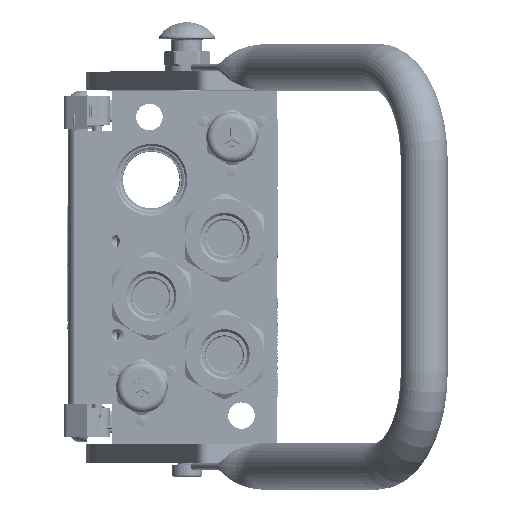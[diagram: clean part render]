
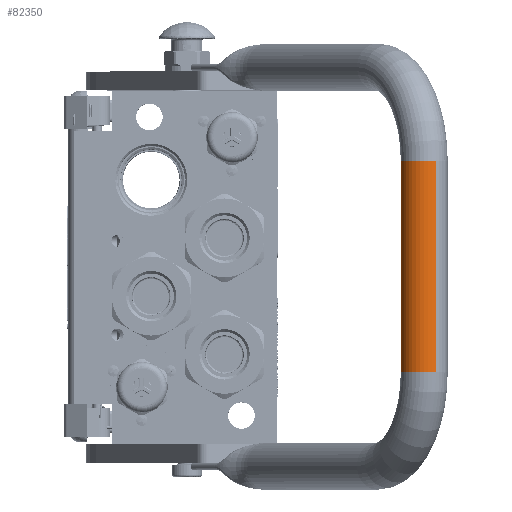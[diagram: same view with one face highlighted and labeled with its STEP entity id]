
A CAD part, top view. The second image highlights one B-rep face of the part: STEP entity #82350.
In plain terms, the highlighted cylindrical face has radius 12.5 mm (diameter 25 mm), a partial arc.
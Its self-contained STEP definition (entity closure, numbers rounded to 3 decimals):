
#6392 = ORIENTED_EDGE ( 'NONE', *, *, #142664, .F. ) ;
#11470 = AXIS2_PLACEMENT_3D ( 'NONE', #70348, #85063, #129342 ) ;
#11695 = AXIS2_PLACEMENT_3D ( 'NONE', #109486, #152385, #21535 ) ;
#15583 = CARTESIAN_POINT ( 'NONE',  ( -56.25, 0., 167.5 ) ) ;
#21535 = DIRECTION ( 'NONE',  ( 0., 0., -1. ) ) ;
#23087 = EDGE_LOOP ( 'NONE', ( #53721, #49856, #6392, #186622 ) ) ;
#32879 = LINE ( 'NONE', #52427, #76562 ) ;
#34339 = CARTESIAN_POINT ( 'NONE',  ( 56.25, 0., 155. ) ) ;
#40814 = AXIS2_PLACEMENT_3D ( 'NONE', #15583, #101045, #176556 ) ;
#46555 = CARTESIAN_POINT ( 'NONE',  ( -56.25, 0., 180. ) ) ;
#49856 = ORIENTED_EDGE ( 'NONE', *, *, #75713, .F. ) ;
#51065 = CYLINDRICAL_SURFACE ( 'NONE', #11695, 12.5 ) ;
#52427 = CARTESIAN_POINT ( 'NONE',  ( -56.25, 0., 155. ) ) ;
#53721 = ORIENTED_EDGE ( 'NONE', *, *, #147066, .T. ) ;
#70348 = CARTESIAN_POINT ( 'NONE',  ( 56.25, 0., 167.5 ) ) ;
#75713 = EDGE_CURVE ( 'NONE', #77235, #86613, #89803, .T. ) ;
#76562 = VECTOR ( 'NONE', #185086, 1000. ) ;
#77235 = VERTEX_POINT ( 'NONE', #116055 ) ;
#82350 = ADVANCED_FACE ( 'NONE', ( #140548 ), #51065, .T. ) ;
#85063 = DIRECTION ( 'NONE',  ( 1., 0., 0. ) ) ;
#86613 = VERTEX_POINT ( 'NONE', #34339 ) ;
#89803 = CIRCLE ( 'NONE', #11470, 12.5 ) ;
#101045 = DIRECTION ( 'NONE',  ( 1., 0., 0. ) ) ;
#109486 = CARTESIAN_POINT ( 'NONE',  ( -56.25, 0., 167.5 ) ) ;
#116055 = CARTESIAN_POINT ( 'NONE',  ( 56.25, 0., 180. ) ) ;
#129342 = DIRECTION ( 'NONE',  ( 0., 0., 1. ) ) ;
#129799 = VERTEX_POINT ( 'NONE', #173865 ) ;
#130305 = VECTOR ( 'NONE', #149779, 1000. ) ;
#137191 = VERTEX_POINT ( 'NONE', #156221 ) ;
#140548 = FACE_OUTER_BOUND ( 'NONE', #23087, .T. ) ;
#142664 = EDGE_CURVE ( 'NONE', #129799, #77235, #178345, .T. ) ;
#147066 = EDGE_CURVE ( 'NONE', #137191, #86613, #32879, .T. ) ;
#149779 = DIRECTION ( 'NONE',  ( 1., 0., 0. ) ) ;
#152385 = DIRECTION ( 'NONE',  ( -1., 0., 0. ) ) ;
#154375 = EDGE_CURVE ( 'NONE', #129799, #137191, #174256, .T. ) ;
#156221 = CARTESIAN_POINT ( 'NONE',  ( -56.25, 0., 155. ) ) ;
#173865 = CARTESIAN_POINT ( 'NONE',  ( -56.25, 0., 180. ) ) ;
#174256 = CIRCLE ( 'NONE', #40814, 12.5 ) ;
#176556 = DIRECTION ( 'NONE',  ( 0., 0., 1. ) ) ;
#178345 = LINE ( 'NONE', #46555, #130305 ) ;
#185086 = DIRECTION ( 'NONE',  ( 1., 0., 0. ) ) ;
#186622 = ORIENTED_EDGE ( 'NONE', *, *, #154375, .T. ) ;
